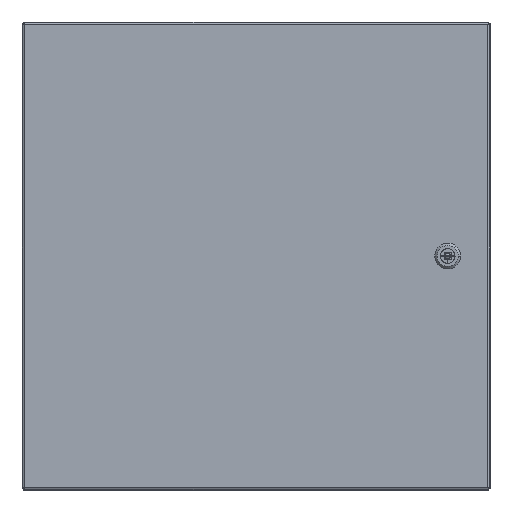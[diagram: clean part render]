
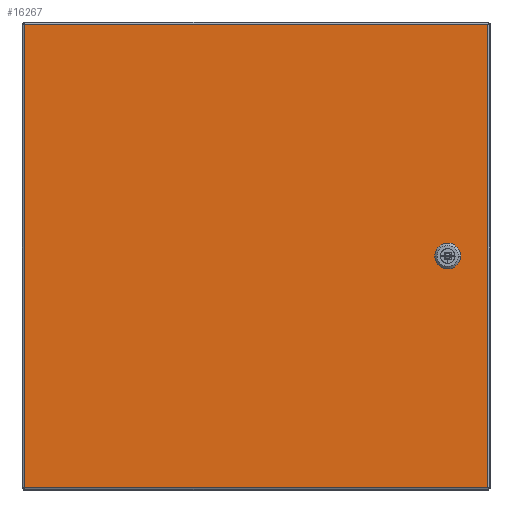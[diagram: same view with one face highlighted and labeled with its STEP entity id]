
A CAD part, front view. The second image highlights one B-rep face of the part: STEP entity #16267.
In plain terms, the highlighted planar face has unit normal (0, -1, 0).
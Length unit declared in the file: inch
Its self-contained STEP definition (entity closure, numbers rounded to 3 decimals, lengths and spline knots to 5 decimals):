
#14 = CARTESIAN_POINT ( 'NONE',  ( 9.902, -12.822, -9.899 ) ) ;
#146 = VECTOR ( 'NONE', #14858, 39.37008 ) ;
#150 = VECTOR ( 'NONE', #14817, 39.37008 ) ;
#348 = ORIENTED_EDGE ( 'NONE', *, *, #6226, .T. ) ;
#798 = CARTESIAN_POINT ( 'NONE',  ( 8.5875, -12.822, -0.2315 ) ) ;
#910 = VECTOR ( 'NONE', #12310, 39.37008 ) ;
#1334 = DIRECTION ( 'NONE',  ( 0.707, 0., -0.707 ) ) ;
#1680 = CARTESIAN_POINT ( 'NONE',  ( 9.902, -12.822, 9.898 ) ) ;
#1878 = VECTOR ( 'NONE', #5547, 39.37008 ) ;
#2961 = ORIENTED_EDGE ( 'NONE', *, *, #12395, .T. ) ;
#2985 = EDGE_LOOP ( 'NONE', ( #17251, #7847, #16625, #8737, #2961, #12135, #14935, #7457 ) ) ;
#3256 = CARTESIAN_POINT ( 'NONE',  ( -9.895, -12.822, 9.898 ) ) ;
#3576 = VECTOR ( 'NONE', #7011, 39.37008 ) ;
#3906 = VERTEX_POINT ( 'NONE', #13236 ) ;
#4082 = CARTESIAN_POINT ( 'NONE',  ( 8.423, -12.822, 0.395 ) ) ;
#4193 = VECTOR ( 'NONE', #16870, 39.37008 ) ;
#4220 = LINE ( 'NONE', #10408, #1878 ) ;
#4270 = EDGE_CURVE ( 'NONE', #11865, #16945, #5911, .T. ) ;
#4510 = CARTESIAN_POINT ( 'NONE',  ( 8.5875, -12.822, -0.2315 ) ) ;
#4586 = EDGE_CURVE ( 'NONE', #16937, #3906, #8732, .T. ) ;
#4650 = CARTESIAN_POINT ( 'NONE',  ( -9.895, -12.822, -9.899 ) ) ;
#4980 = DIRECTION ( 'NONE',  ( -1., 0., 0. ) ) ;
#5146 = LINE ( 'NONE', #14473, #14143 ) ;
#5335 = DIRECTION ( 'NONE',  ( 0., 0., -1. ) ) ;
#5392 = VECTOR ( 'NONE', #19033, 39.37008 ) ;
#5432 = CARTESIAN_POINT ( 'NONE',  ( 8.423, -12.822, 0.395 ) ) ;
#5496 = AXIS2_PLACEMENT_3D ( 'NONE', #4650, #20083, #9326 ) ;
#5547 = DIRECTION ( 'NONE',  ( 1., 0., 0. ) ) ;
#5911 = LINE ( 'NONE', #4082, #15703 ) ;
#6032 = LINE ( 'NONE', #4510, #15103 ) ;
#6177 = VERTEX_POINT ( 'NONE', #15805 ) ;
#6226 = EDGE_CURVE ( 'NONE', #8835, #8140, #5146, .T. ) ;
#6453 = CARTESIAN_POINT ( 'NONE',  ( 8.423, -12.822, -0.396 ) ) ;
#6501 = VERTEX_POINT ( 'NONE', #10261 ) ;
#6896 = EDGE_CURVE ( 'NONE', #16175, #19226, #6032, .T. ) ;
#7011 = DIRECTION ( 'NONE',  ( -0.707, 0., 0.707 ) ) ;
#7028 = CARTESIAN_POINT ( 'NONE',  ( -9.895, -12.822, -9.899 ) ) ;
#7428 = EDGE_CURVE ( 'NONE', #11763, #8835, #17163, .T. ) ;
#7457 = ORIENTED_EDGE ( 'NONE', *, *, #19757, .T. ) ;
#7601 = DIRECTION ( 'NONE',  ( -1., 0., 0. ) ) ;
#7847 = ORIENTED_EDGE ( 'NONE', *, *, #4586, .T. ) ;
#7956 = VECTOR ( 'NONE', #7601, 39.37008 ) ;
#8140 = VERTEX_POINT ( 'NONE', #7028 ) ;
#8451 = LINE ( 'NONE', #12912, #5392 ) ;
#8732 = LINE ( 'NONE', #9032, #150 ) ;
#8737 = ORIENTED_EDGE ( 'NONE', *, *, #4270, .T. ) ;
#8835 = VERTEX_POINT ( 'NONE', #19367 ) ;
#8971 = DIRECTION ( 'NONE',  ( -0.707, 0., -0.707 ) ) ;
#9032 = CARTESIAN_POINT ( 'NONE',  ( 7.961, -12.822, 0.395 ) ) ;
#9119 = LINE ( 'NONE', #15305, #7956 ) ;
#9143 = LINE ( 'NONE', #9242, #146 ) ;
#9242 = CARTESIAN_POINT ( 'NONE',  ( 7.7965, -12.822, 0.2305 ) ) ;
#9326 = DIRECTION ( 'NONE',  ( 0., 0., -1. ) ) ;
#9454 = CARTESIAN_POINT ( 'NONE',  ( 8.5875, -12.822, 0.2305 ) ) ;
#9601 = VECTOR ( 'NONE', #4980, 39.37008 ) ;
#10261 = CARTESIAN_POINT ( 'NONE',  ( 9.902, -12.822, -9.899 ) ) ;
#10351 = ORIENTED_EDGE ( 'NONE', *, *, #14661, .T. ) ;
#10408 = CARTESIAN_POINT ( 'NONE',  ( 8.423, -12.822, 0.395 ) ) ;
#10901 = EDGE_CURVE ( 'NONE', #6177, #16937, #9143, .T. ) ;
#11177 = LINE ( 'NONE', #17875, #3576 ) ;
#11303 = EDGE_CURVE ( 'NONE', #19226, #13063, #9119, .T. ) ;
#11580 = EDGE_LOOP ( 'NONE', ( #19193, #13850, #348, #10351 ) ) ;
#11763 = VERTEX_POINT ( 'NONE', #1680 ) ;
#11865 = VERTEX_POINT ( 'NONE', #5432 ) ;
#12135 = ORIENTED_EDGE ( 'NONE', *, *, #6896, .T. ) ;
#12310 = DIRECTION ( 'NONE',  ( 1., 0., 0. ) ) ;
#12395 = EDGE_CURVE ( 'NONE', #16945, #16175, #8451, .T. ) ;
#12511 = LINE ( 'NONE', #18728, #910 ) ;
#12912 = CARTESIAN_POINT ( 'NONE',  ( 8.5875, -12.822, -0.2315 ) ) ;
#13063 = VERTEX_POINT ( 'NONE', #13139 ) ;
#13139 = CARTESIAN_POINT ( 'NONE',  ( 7.961, -12.822, -0.396 ) ) ;
#13236 = CARTESIAN_POINT ( 'NONE',  ( 7.961, -12.822, 0.395 ) ) ;
#13850 = ORIENTED_EDGE ( 'NONE', *, *, #7428, .T. ) ;
#13911 = LINE ( 'NONE', #14, #4193 ) ;
#14143 = VECTOR ( 'NONE', #5335, 39.37008 ) ;
#14207 = EDGE_CURVE ( 'NONE', #3906, #11865, #4220, .T. ) ;
#14473 = CARTESIAN_POINT ( 'NONE',  ( -9.895, -12.822, -9.899 ) ) ;
#14661 = EDGE_CURVE ( 'NONE', #8140, #6501, #12511, .T. ) ;
#14817 = DIRECTION ( 'NONE',  ( 0.707, 0., 0.707 ) ) ;
#14858 = DIRECTION ( 'NONE',  ( 0., 0., 1. ) ) ;
#14935 = ORIENTED_EDGE ( 'NONE', *, *, #11303, .T. ) ;
#15103 = VECTOR ( 'NONE', #8971, 39.37008 ) ;
#15112 = PLANE ( 'NONE',  #5496 ) ;
#15305 = CARTESIAN_POINT ( 'NONE',  ( 7.961, -12.822, -0.396 ) ) ;
#15413 = FACE_OUTER_BOUND ( 'NONE', #11580, .T. ) ;
#15703 = VECTOR ( 'NONE', #1334, 39.37008 ) ;
#15805 = CARTESIAN_POINT ( 'NONE',  ( 7.7965, -12.822, -0.2315 ) ) ;
#16175 = VERTEX_POINT ( 'NONE', #798 ) ;
#16267 = ADVANCED_FACE ( 'NONE', ( #15413, #19787 ), #15112, .T. ) ;
#16625 = ORIENTED_EDGE ( 'NONE', *, *, #14207, .T. ) ;
#16870 = DIRECTION ( 'NONE',  ( 0., 0., 1. ) ) ;
#16937 = VERTEX_POINT ( 'NONE', #16958 ) ;
#16945 = VERTEX_POINT ( 'NONE', #9454 ) ;
#16947 = EDGE_CURVE ( 'NONE', #6501, #11763, #13911, .T. ) ;
#16958 = CARTESIAN_POINT ( 'NONE',  ( 7.7965, -12.822, 0.2305 ) ) ;
#17163 = LINE ( 'NONE', #3256, #9601 ) ;
#17251 = ORIENTED_EDGE ( 'NONE', *, *, #10901, .T. ) ;
#17875 = CARTESIAN_POINT ( 'NONE',  ( 7.7965, -12.822, -0.2315 ) ) ;
#18728 = CARTESIAN_POINT ( 'NONE',  ( -9.895, -12.822, -9.899 ) ) ;
#19033 = DIRECTION ( 'NONE',  ( 0., 0., -1. ) ) ;
#19193 = ORIENTED_EDGE ( 'NONE', *, *, #16947, .T. ) ;
#19226 = VERTEX_POINT ( 'NONE', #6453 ) ;
#19367 = CARTESIAN_POINT ( 'NONE',  ( -9.895, -12.822, 9.898 ) ) ;
#19757 = EDGE_CURVE ( 'NONE', #13063, #6177, #11177, .T. ) ;
#19787 = FACE_BOUND ( 'NONE', #2985, .T. ) ;
#20083 = DIRECTION ( 'NONE',  ( 0., -1., 0. ) ) ;
